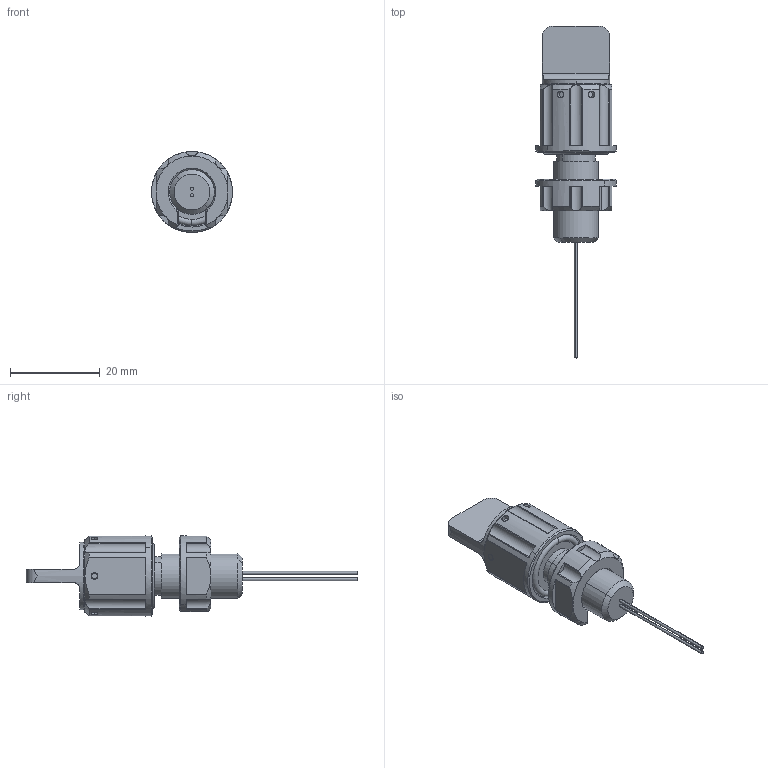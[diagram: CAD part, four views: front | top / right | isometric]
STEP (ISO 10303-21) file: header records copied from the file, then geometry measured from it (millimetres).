
FILE_DESCRIPTION (( 'STEP AP203' ), '1' );
FILE_NAME ('樓詢樓綠勤俋芞.STEP', '2025-09-11T03:22:16', ( '' ), ( '' ), 'SwSTEP 2.0', 'SolidWorks 2022', '' );
FILE_SCHEMA (( 'CONFIG_CONTROL_DESIGN' ));
Length unit declared in the file: millimetre
Products named in the file (1): 樓詢樓綠勤俋芞
Bounding box: 18 x 73.8 x 17.97 mm (x, y, z)
Volume: 6675.2 mm3; surface area: 3527.9 mm2
Topology: 2 solids, 2 shells, 196 faces, 483 edges, 305 vertices
Faces by surface type: cylinder 105, plane 45, cone 38, torus 8
Entity records: 6536 total; most frequent: CARTESIAN_POINT 1863, DIRECTION 971, ORIENTED_EDGE 966, EDGE_CURVE 483, AXIS2_PLACEMENT_3D 401, VERTEX_POINT 305, EDGE_LOOP 210, CIRCLE 204
